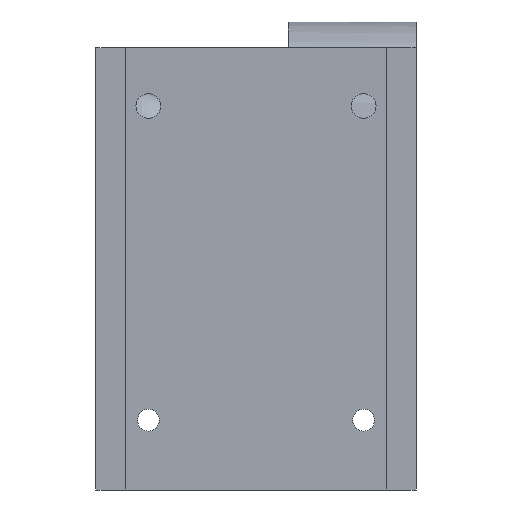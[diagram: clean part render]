
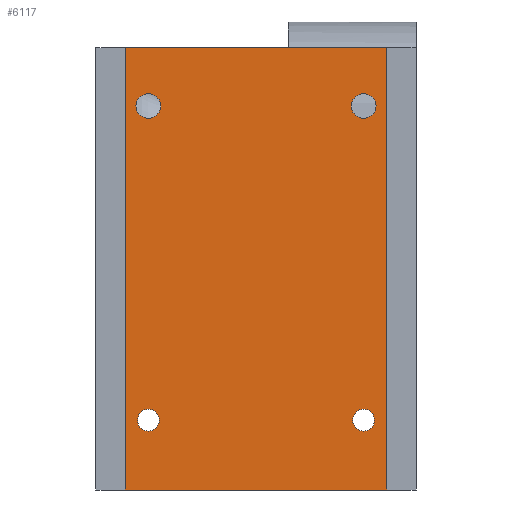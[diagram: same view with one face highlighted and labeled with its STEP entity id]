
A CAD part, front view. The second image highlights one B-rep face of the part: STEP entity #6117.
In plain terms, the highlighted planar face has unit normal (0, -1, 0).
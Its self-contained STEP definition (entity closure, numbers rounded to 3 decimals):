
#262=FACE_BOUND('',#946,.T.);
#263=FACE_BOUND('',#947,.T.);
#264=FACE_BOUND('',#948,.T.);
#265=FACE_BOUND('',#949,.T.);
#376=PLANE('',#6666);
#592=FACE_OUTER_BOUND('',#945,.T.);
#945=EDGE_LOOP('',(#4694,#4695,#4696,#4697));
#946=EDGE_LOOP('',(#4698));
#947=EDGE_LOOP('',(#4699));
#948=EDGE_LOOP('',(#4700));
#949=EDGE_LOOP('',(#4701));
#1229=LINE('',#9103,#1750);
#1256=LINE('',#9184,#1777);
#1412=LINE('',#9720,#1933);
#1413=LINE('',#9722,#1934);
#1750=VECTOR('',#7149,10.);
#1777=VECTOR('',#7220,10.);
#1933=VECTOR('',#7852,10.);
#1934=VECTOR('',#7855,10.);
#2385=CIRCLE('',#6642,1.875);
#2386=CIRCLE('',#6644,2.125);
#2387=CIRCLE('',#6646,1.875);
#2388=CIRCLE('',#6648,2.125);
#2598=VERTEX_POINT('',#9100);
#2599=VERTEX_POINT('',#9102);
#2630=VERTEX_POINT('',#9181);
#2631=VERTEX_POINT('',#9183);
#2768=VERTEX_POINT('',#9684);
#2769=VERTEX_POINT('',#9688);
#2770=VERTEX_POINT('',#9692);
#2771=VERTEX_POINT('',#9696);
#3161=EDGE_CURVE('',#2598,#2599,#1229,.T.);
#3201=EDGE_CURVE('',#2630,#2631,#1256,.T.);
#3457=EDGE_CURVE('',#2768,#2768,#2385,.T.);
#3459=EDGE_CURVE('',#2769,#2769,#2386,.T.);
#3461=EDGE_CURVE('',#2770,#2770,#2387,.T.);
#3463=EDGE_CURVE('',#2771,#2771,#2388,.T.);
#3469=EDGE_CURVE('',#2630,#2599,#1412,.T.);
#3470=EDGE_CURVE('',#2598,#2631,#1413,.T.);
#4694=ORIENTED_EDGE('',*,*,#3470,.T.);
#4695=ORIENTED_EDGE('',*,*,#3201,.F.);
#4696=ORIENTED_EDGE('',*,*,#3469,.T.);
#4697=ORIENTED_EDGE('',*,*,#3161,.F.);
#4698=ORIENTED_EDGE('',*,*,#3457,.T.);
#4699=ORIENTED_EDGE('',*,*,#3459,.T.);
#4700=ORIENTED_EDGE('',*,*,#3461,.T.);
#4701=ORIENTED_EDGE('',*,*,#3463,.T.);
#6117=ADVANCED_FACE('',(#592,#262,#263,#264,#265),#376,.T.);
#6642=AXIS2_PLACEMENT_3D('',#9686,#7800,#7801);
#6644=AXIS2_PLACEMENT_3D('',#9690,#7805,#7806);
#6646=AXIS2_PLACEMENT_3D('',#9694,#7810,#7811);
#6648=AXIS2_PLACEMENT_3D('',#9698,#7815,#7816);
#6666=AXIS2_PLACEMENT_3D('',#9723,#7856,#7857);
#7149=DIRECTION('',(0.,0.,1.));
#7220=DIRECTION('',(0.,0.,-1.));
#7800=DIRECTION('center_axis',(0.,1.,0.));
#7801=DIRECTION('ref_axis',(1.,0.,0.));
#7805=DIRECTION('center_axis',(0.,1.,0.));
#7806=DIRECTION('ref_axis',(1.,0.,0.));
#7810=DIRECTION('center_axis',(0.,1.,0.));
#7811=DIRECTION('ref_axis',(1.,0.,0.));
#7815=DIRECTION('center_axis',(0.,1.,0.));
#7816=DIRECTION('ref_axis',(1.,0.,0.));
#7852=DIRECTION('',(-1.,0.,0.));
#7855=DIRECTION('',(1.,0.,0.));
#7856=DIRECTION('center_axis',(0.,-1.,0.));
#7857=DIRECTION('ref_axis',(0.,0.,-1.));
#9100=CARTESIAN_POINT('',(-22.5,0.,-76.));
#9102=CARTESIAN_POINT('',(-22.5,0.,0.));
#9103=CARTESIAN_POINT('',(-22.5,0.,0.));
#9181=CARTESIAN_POINT('',(22.5,0.,0.));
#9183=CARTESIAN_POINT('',(22.5,0.,-76.));
#9184=CARTESIAN_POINT('',(22.5,0.,0.));
#9684=CARTESIAN_POINT('',(-20.375,0.,-64.));
#9686=CARTESIAN_POINT('Origin',(-18.5,0.,-64.));
#9688=CARTESIAN_POINT('',(16.375,0.,-10.));
#9690=CARTESIAN_POINT('Origin',(18.5,0.,-10.));
#9692=CARTESIAN_POINT('',(16.625,0.,-64.));
#9694=CARTESIAN_POINT('Origin',(18.5,0.,-64.));
#9696=CARTESIAN_POINT('',(-20.625,0.,-10.));
#9698=CARTESIAN_POINT('Origin',(-18.5,0.,-10.));
#9720=CARTESIAN_POINT('',(0.,0.,0.));
#9722=CARTESIAN_POINT('',(0.,0.,-76.));
#9723=CARTESIAN_POINT('Origin',(0.,0.,0.));
